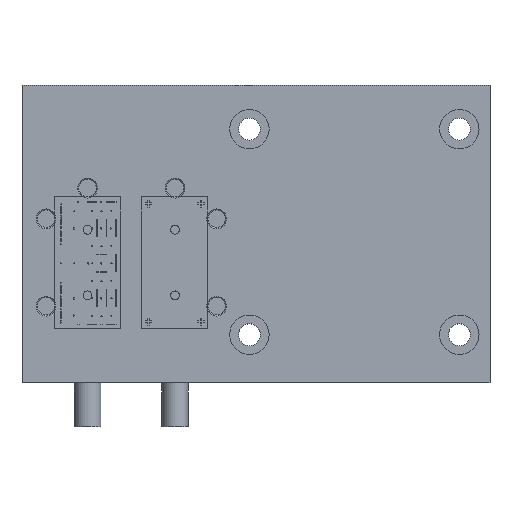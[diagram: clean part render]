
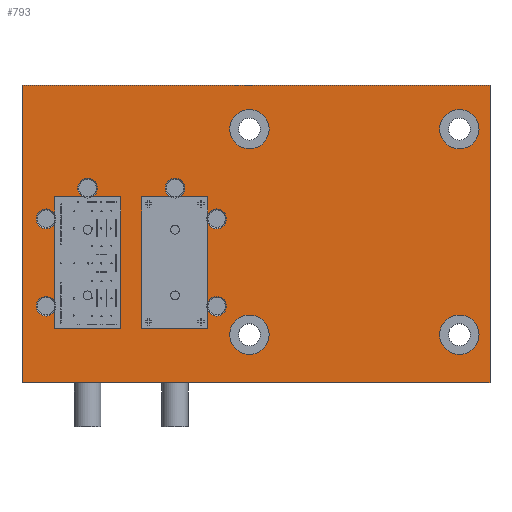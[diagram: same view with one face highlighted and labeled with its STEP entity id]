
A CAD part, top view. The second image highlights one B-rep face of the part: STEP entity #793.
In plain terms, the highlighted planar face has unit normal (0, 0, 1).
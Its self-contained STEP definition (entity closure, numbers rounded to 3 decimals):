
#793=ADVANCED_FACE('',(#4117,#4118,#4119,#4120,#4121,#4122,#4123,#4124,
#4125,#4126,#4127,#4128,#4129,#4130,#4131),#1357,.F.);
#1357=PLANE('',#9270);
#1885=LINE('',#12277,#3001);
#1886=LINE('',#12280,#3002);
#1887=LINE('',#12282,#3003);
#1888=LINE('',#12284,#3004);
#3001=VECTOR('',#9908,1.);
#3002=VECTOR('',#9909,1.);
#3003=VECTOR('',#9910,1.);
#3004=VECTOR('',#9911,1.);
#4117=FACE_BOUND('',#4225,.T.);
#4118=FACE_BOUND('',#4226,.T.);
#4119=FACE_BOUND('',#4227,.T.);
#4120=FACE_BOUND('',#4228,.T.);
#4121=FACE_BOUND('',#4229,.T.);
#4122=FACE_BOUND('',#4230,.T.);
#4123=FACE_BOUND('',#4231,.T.);
#4124=FACE_BOUND('',#4232,.T.);
#4125=FACE_BOUND('',#4233,.T.);
#4126=FACE_BOUND('',#4234,.T.);
#4127=FACE_BOUND('',#4235,.T.);
#4128=FACE_BOUND('',#4236,.T.);
#4129=FACE_BOUND('',#4237,.T.);
#4130=FACE_BOUND('',#4238,.T.);
#4131=FACE_BOUND('',#4239,.T.);
#4225=EDGE_LOOP('',(#4853));
#4226=EDGE_LOOP('',(#4854));
#4227=EDGE_LOOP('',(#4855));
#4228=EDGE_LOOP('',(#4856));
#4229=EDGE_LOOP('',(#4857));
#4230=EDGE_LOOP('',(#4858));
#4231=EDGE_LOOP('',(#4859));
#4232=EDGE_LOOP('',(#4860));
#4233=EDGE_LOOP('',(#4861));
#4234=EDGE_LOOP('',(#4862));
#4235=EDGE_LOOP('',(#4863));
#4236=EDGE_LOOP('',(#4864));
#4237=EDGE_LOOP('',(#4865,#4866,#4867,#4868));
#4238=EDGE_LOOP('',(#4869));
#4239=EDGE_LOOP('',(#4870));
#4853=ORIENTED_EDGE('',*,*,#8015,.T.);
#4854=ORIENTED_EDGE('',*,*,#8016,.T.);
#4855=ORIENTED_EDGE('',*,*,#8017,.T.);
#4856=ORIENTED_EDGE('',*,*,#8018,.T.);
#4857=ORIENTED_EDGE('',*,*,#8019,.T.);
#4858=ORIENTED_EDGE('',*,*,#8020,.T.);
#4859=ORIENTED_EDGE('',*,*,#8021,.T.);
#4860=ORIENTED_EDGE('',*,*,#8022,.T.);
#4861=ORIENTED_EDGE('',*,*,#8023,.T.);
#4862=ORIENTED_EDGE('',*,*,#8024,.T.);
#4863=ORIENTED_EDGE('',*,*,#8025,.T.);
#4864=ORIENTED_EDGE('',*,*,#8026,.F.);
#4865=ORIENTED_EDGE('',*,*,#8027,.F.);
#4866=ORIENTED_EDGE('',*,*,#8028,.F.);
#4867=ORIENTED_EDGE('',*,*,#8029,.F.);
#4868=ORIENTED_EDGE('',*,*,#8030,.F.);
#4869=ORIENTED_EDGE('',*,*,#8031,.F.);
#4870=ORIENTED_EDGE('',*,*,#8032,.F.);
#7209=VERTEX_POINT('',#12254);
#7210=VERTEX_POINT('',#12256);
#7211=VERTEX_POINT('',#12258);
#7212=VERTEX_POINT('',#12260);
#7213=VERTEX_POINT('',#12262);
#7214=VERTEX_POINT('',#12264);
#7215=VERTEX_POINT('',#12266);
#7216=VERTEX_POINT('',#12268);
#7217=VERTEX_POINT('',#12270);
#7218=VERTEX_POINT('',#12272);
#7219=VERTEX_POINT('',#12274);
#7220=VERTEX_POINT('',#12276);
#7221=VERTEX_POINT('',#12278);
#7222=VERTEX_POINT('',#12279);
#7223=VERTEX_POINT('',#12281);
#7224=VERTEX_POINT('',#12283);
#7225=VERTEX_POINT('',#12286);
#7226=VERTEX_POINT('',#12288);
#8015=EDGE_CURVE('',#7209,#7209,#9193,.T.);
#8016=EDGE_CURVE('',#7210,#7210,#9194,.T.);
#8017=EDGE_CURVE('',#7211,#7211,#9195,.T.);
#8018=EDGE_CURVE('',#7212,#7212,#9196,.T.);
#8019=EDGE_CURVE('',#7213,#7213,#9197,.T.);
#8020=EDGE_CURVE('',#7214,#7214,#9198,.T.);
#8021=EDGE_CURVE('',#7215,#7215,#9199,.T.);
#8022=EDGE_CURVE('',#7216,#7216,#9200,.T.);
#8023=EDGE_CURVE('',#7217,#7217,#9201,.T.);
#8024=EDGE_CURVE('',#7218,#7218,#9202,.T.);
#8025=EDGE_CURVE('',#7219,#7219,#9203,.T.);
#8026=EDGE_CURVE('',#7220,#7220,#9204,.T.);
#8027=EDGE_CURVE('',#7221,#7222,#1885,.T.);
#8028=EDGE_CURVE('',#7223,#7221,#1886,.T.);
#8029=EDGE_CURVE('',#7224,#7223,#1887,.T.);
#8030=EDGE_CURVE('',#7222,#7224,#1888,.T.);
#8031=EDGE_CURVE('',#7225,#7225,#9205,.T.);
#8032=EDGE_CURVE('',#7226,#7226,#9206,.T.);
#9193=CIRCLE('',#9256,2.25);
#9194=CIRCLE('',#9257,2.25);
#9195=CIRCLE('',#9258,2.25);
#9196=CIRCLE('',#9259,2.25);
#9197=CIRCLE('',#9260,2.25);
#9198=CIRCLE('',#9261,2.25);
#9199=CIRCLE('',#9262,1.);
#9200=CIRCLE('',#9263,1.);
#9201=CIRCLE('',#9264,1.);
#9202=CIRCLE('',#9265,1.);
#9203=CIRCLE('',#9266,4.5);
#9204=CIRCLE('',#9267,4.5);
#9205=CIRCLE('',#9268,4.5);
#9206=CIRCLE('',#9269,4.5);
#9256=AXIS2_PLACEMENT_3D('',#12253,#9884,#9885);
#9257=AXIS2_PLACEMENT_3D('',#12255,#9886,#9887);
#9258=AXIS2_PLACEMENT_3D('',#12257,#9888,#9889);
#9259=AXIS2_PLACEMENT_3D('',#12259,#9890,#9891);
#9260=AXIS2_PLACEMENT_3D('',#12261,#9892,#9893);
#9261=AXIS2_PLACEMENT_3D('',#12263,#9894,#9895);
#9262=AXIS2_PLACEMENT_3D('',#12265,#9896,#9897);
#9263=AXIS2_PLACEMENT_3D('',#12267,#9898,#9899);
#9264=AXIS2_PLACEMENT_3D('',#12269,#9900,#9901);
#9265=AXIS2_PLACEMENT_3D('',#12271,#9902,#9903);
#9266=AXIS2_PLACEMENT_3D('',#12273,#9904,#9905);
#9267=AXIS2_PLACEMENT_3D('',#12275,#9906,#9907);
#9268=AXIS2_PLACEMENT_3D('',#12285,#9912,#9913);
#9269=AXIS2_PLACEMENT_3D('',#12287,#9914,#9915);
#9270=AXIS2_PLACEMENT_3D('',#12289,#9916,#9917);
#9884=DIRECTION('',(0.,0.,-1.));
#9885=DIRECTION('',(-1.,0.,0.));
#9886=DIRECTION('',(0.,0.,-1.));
#9887=DIRECTION('',(-1.,0.,0.));
#9888=DIRECTION('',(0.,0.,-1.));
#9889=DIRECTION('',(-1.,0.,0.));
#9890=DIRECTION('',(0.,0.,-1.));
#9891=DIRECTION('',(-1.,0.,0.));
#9892=DIRECTION('',(0.,0.,-1.));
#9893=DIRECTION('',(-1.,0.,0.));
#9894=DIRECTION('',(0.,0.,-1.));
#9895=DIRECTION('',(-1.,0.,0.));
#9896=DIRECTION('',(0.,0.,-1.));
#9897=DIRECTION('',(-1.,0.,0.));
#9898=DIRECTION('',(0.,0.,-1.));
#9899=DIRECTION('',(-1.,0.,0.));
#9900=DIRECTION('',(0.,0.,-1.));
#9901=DIRECTION('',(-1.,0.,0.));
#9902=DIRECTION('',(0.,0.,-1.));
#9903=DIRECTION('',(-1.,0.,0.));
#9904=DIRECTION('',(0.,0.,-1.));
#9905=DIRECTION('',(1.,0.,0.));
#9906=DIRECTION('',(0.,0.,1.));
#9907=DIRECTION('',(1.,0.,0.));
#9908=DIRECTION('',(-1.,0.,0.));
#9909=DIRECTION('',(0.,-1.,0.));
#9910=DIRECTION('',(1.,0.,0.));
#9911=DIRECTION('',(0.,1.,0.));
#9912=DIRECTION('',(0.,0.,1.));
#9913=DIRECTION('',(1.,0.,0.));
#9914=DIRECTION('',(0.,0.,1.));
#9915=DIRECTION('',(1.,0.,0.));
#9916=DIRECTION('',(0.,0.,-1.));
#9917=DIRECTION('',(-1.,0.,0.));
#12253=CARTESIAN_POINT('',(5.5,17.5,0.));
#12254=CARTESIAN_POINT('',(3.25,17.5,0.));
#12255=CARTESIAN_POINT('',(44.5,17.5,0.));
#12256=CARTESIAN_POINT('',(42.25,17.5,0.));
#12257=CARTESIAN_POINT('',(44.5,37.5,0.));
#12258=CARTESIAN_POINT('',(42.25,37.5,0.));
#12259=CARTESIAN_POINT('',(35.,44.5,0.));
#12260=CARTESIAN_POINT('',(32.75,44.5,0.));
#12261=CARTESIAN_POINT('',(5.5,37.5,0.));
#12262=CARTESIAN_POINT('',(3.25,37.5,0.));
#12263=CARTESIAN_POINT('',(15.,44.5,0.));
#12264=CARTESIAN_POINT('',(12.75,44.5,0.));
#12265=CARTESIAN_POINT('',(15.,20.,0.));
#12266=CARTESIAN_POINT('',(14.,20.,0.));
#12267=CARTESIAN_POINT('',(15.,35.,0.));
#12268=CARTESIAN_POINT('',(14.,35.,0.));
#12269=CARTESIAN_POINT('',(35.,35.,0.));
#12270=CARTESIAN_POINT('',(34.,35.,0.));
#12271=CARTESIAN_POINT('',(35.,20.,0.));
#12272=CARTESIAN_POINT('',(34.,20.,0.));
#12273=CARTESIAN_POINT('',(100.,58.,0.));
#12274=CARTESIAN_POINT('',(104.5,58.,0.));
#12275=CARTESIAN_POINT('',(52.,58.,0.));
#12276=CARTESIAN_POINT('',(56.5,58.,0.));
#12277=CARTESIAN_POINT('',(107.,0.,0.));
#12278=CARTESIAN_POINT('',(107.,0.,0.));
#12279=CARTESIAN_POINT('',(0.,0.,0.));
#12280=CARTESIAN_POINT('',(107.,68.,0.));
#12281=CARTESIAN_POINT('',(107.,68.,0.));
#12282=CARTESIAN_POINT('',(0.,68.,0.));
#12283=CARTESIAN_POINT('',(0.,68.,0.));
#12284=CARTESIAN_POINT('',(0.,0.,0.));
#12285=CARTESIAN_POINT('',(52.,11.,0.));
#12286=CARTESIAN_POINT('',(56.5,11.,0.));
#12287=CARTESIAN_POINT('',(100.,11.,0.));
#12288=CARTESIAN_POINT('',(104.5,11.,0.));
#12289=CARTESIAN_POINT('',(52.,11.,0.));
